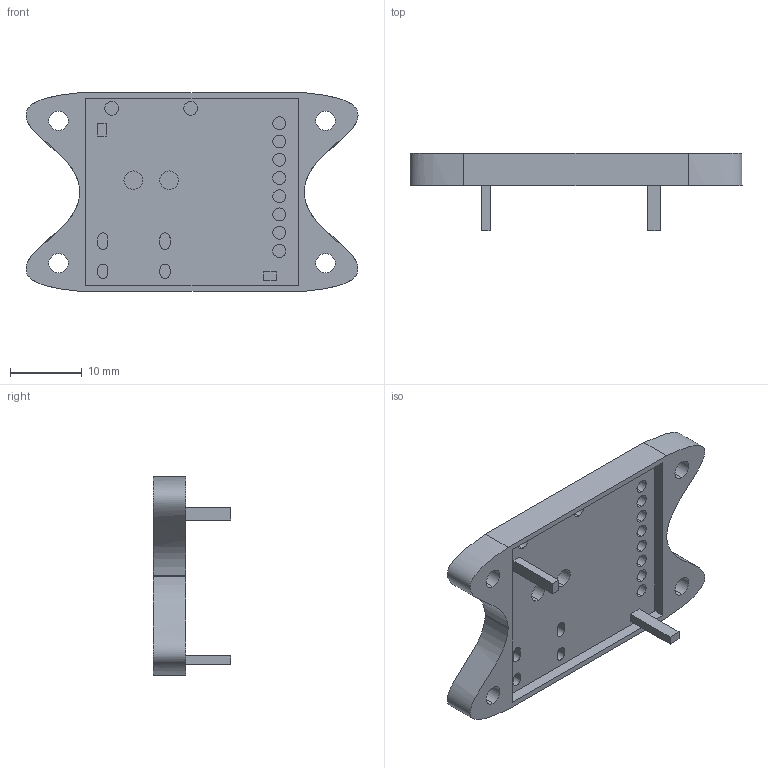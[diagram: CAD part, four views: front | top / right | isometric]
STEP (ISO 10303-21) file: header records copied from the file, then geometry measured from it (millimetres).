
FILE_DESCRIPTION (( 'STEP AP203' ), '1' );
FILE_NAME ('bottom.STEP', '2024-08-20T04:40:12', ( '' ), ( '' ), 'SwSTEP 2.0', 'SolidWorks 2024', '' );
FILE_SCHEMA (( 'CONFIG_CONTROL_DESIGN' ));
Length unit declared in the file: millimetre
Products named in the file (1): bottom
Bounding box: 46.22 x 10.8 x 27.64 mm (x, y, z)
Volume: 3531.8 mm3; surface area: 3397.2 mm2
Topology: 1 solids, 1 shells, 93 faces, 216 edges, 144 vertices
Faces by surface type: plane 45, cylinder 44, bspline 4
Entity records: 2811 total; most frequent: CARTESIAN_POINT 522, DIRECTION 476, ORIENTED_EDGE 432, EDGE_CURVE 216, AXIS2_PLACEMENT_3D 178, VERTEX_POINT 144, VECTOR 120, EDGE_LOOP 120
